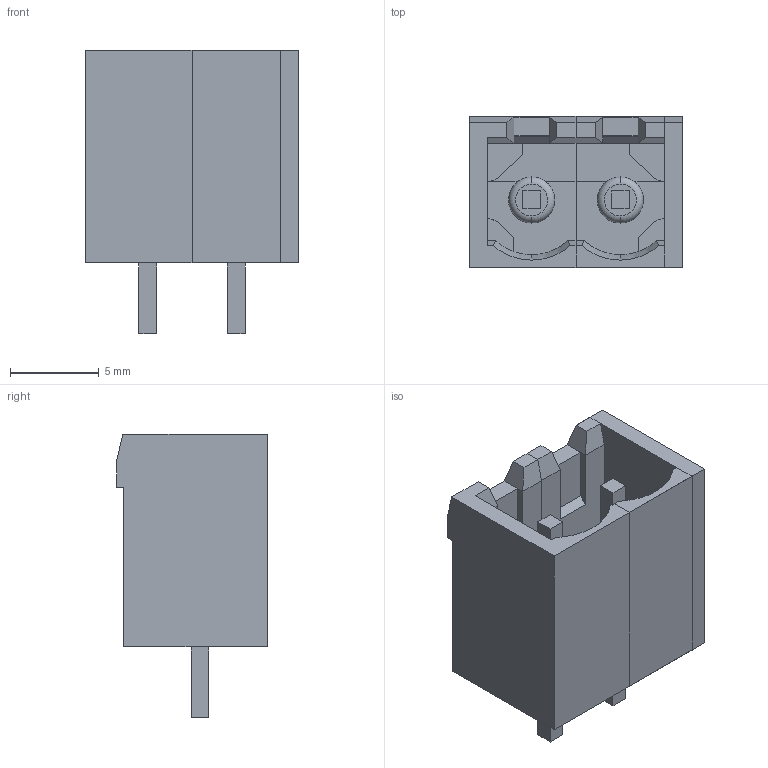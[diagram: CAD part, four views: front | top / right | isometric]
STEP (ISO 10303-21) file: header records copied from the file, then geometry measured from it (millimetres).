
FILE_DESCRIPTION(('STEP AP214'),'1');
FILE_NAME('70474072.stp','2018-08-06T10:46:12',('TraceParts'),('TraceParts S.A.'),'Spatial InterOp 3D',' ',' ');
FILE_SCHEMA(('automotive_design'));
Length unit declared in the file: millimetre
Products named in the file (3): 70474072_1; 70474072_2; 70474072_3
Bounding box: 12 x 8.5 x 16 mm (x, y, z)
Volume: 903.6 mm3; surface area: 1651.2 mm2
Topology: 3 solids, 3 shells, 163 faces, 427 edges, 276 vertices
Faces by surface type: plane 132, cylinder 13, torus 12, cone 6
Entity records: 5009 total; most frequent: CARTESIAN_POINT 899, ORIENTED_EDGE 854, DIRECTION 826, EDGE_CURVE 427, LINE 348, VECTOR 348, VERTEX_POINT 276, AXIS2_PLACEMENT_3D 239
